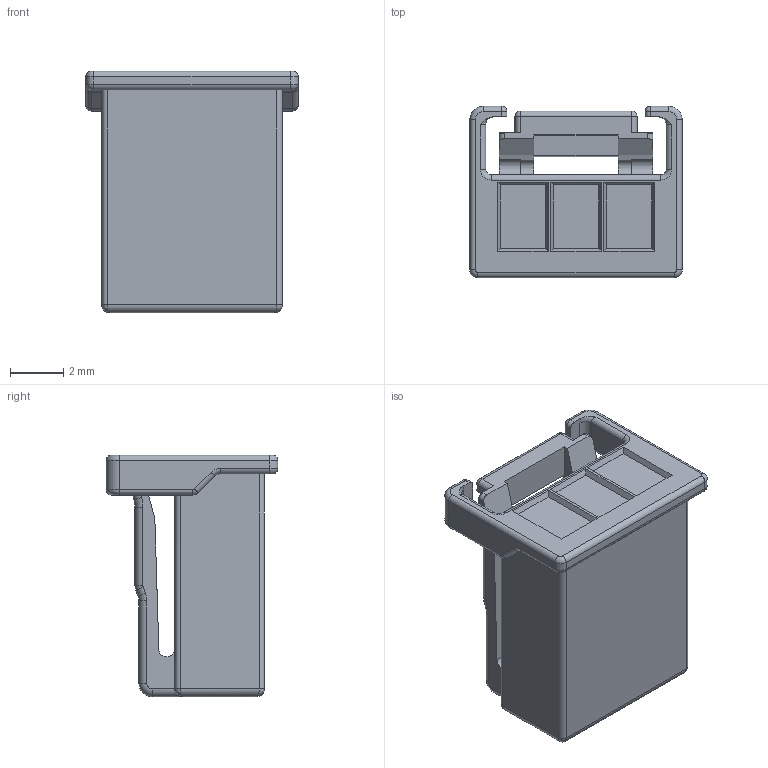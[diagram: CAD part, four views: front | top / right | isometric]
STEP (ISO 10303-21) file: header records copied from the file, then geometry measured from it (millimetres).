
FILE_DESCRIPTION (( 'STEP AP214' ), '1' );
FILE_NAME ('C_020 S 3F HSG.STEP', '2023-01-04T09:50:37', ( 'jkhwang' ), ( '' ), 'SwSTEP 2.0', 'SolidWorks 2020', '' );
FILE_SCHEMA (( 'AUTOMOTIVE_DESIGN' ));
Length unit declared in the file: millimetre
Products named in the file (1): C_020 S 3F HSG
Bounding box: 8 x 6.46 x 9.1 mm (x, y, z)
Volume: 239.6 mm3; surface area: 376.3 mm2
Topology: 1 solids, 1 shells, 291 faces, 745 edges, 446 vertices
Faces by surface type: plane 113, cylinder 108, torus 40, bspline 20, sphere 10
Entity records: 9453 total; most frequent: CARTESIAN_POINT 2503, ORIENTED_EDGE 1462, DIRECTION 1445, EDGE_CURVE 731, AXIS2_PLACEMENT_3D 504, VERTEX_POINT 446, LINE 437, VECTOR 437
